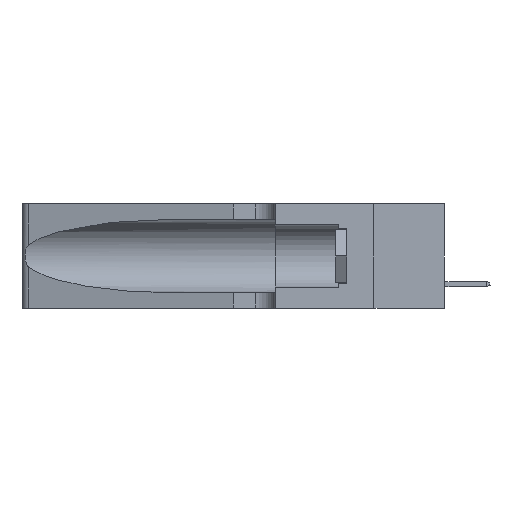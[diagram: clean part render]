
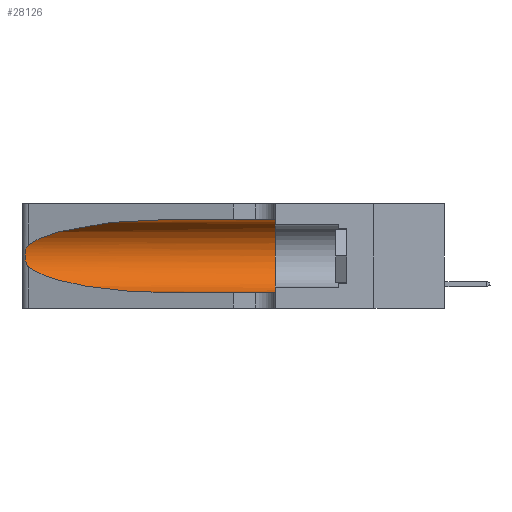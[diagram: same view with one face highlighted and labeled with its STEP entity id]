
A CAD part, left-side view. The second image highlights one B-rep face of the part: STEP entity #28126.
In plain terms, the highlighted cylindrical face has radius 3.308 mm (diameter 6.617 mm), a partial arc.
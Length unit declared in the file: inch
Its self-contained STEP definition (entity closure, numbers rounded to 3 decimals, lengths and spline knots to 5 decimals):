
#220 = CARTESIAN_POINT ( 'NONE',  ( 0.26017, 1.23833, 0.17102 ) ) ;
#480 = CARTESIAN_POINT ( 'NONE',  ( 0.18966, 0.96281, 0.31525 ) ) ;
#791 = CARTESIAN_POINT ( 'NONE',  ( 0.25789, 1.23486, 0.15765 ) ) ;
#1445 = VECTOR ( 'NONE', #7555, 39.37008 ) ;
#3910 = CARTESIAN_POINT ( 'NONE',  ( 0.26075, 1.23896, 0.19203 ) ) ;
#4489 = EDGE_CURVE ( 'NONE', #18784, #13217, #7033, .T. ) ;
#4720 = CARTESIAN_POINT ( 'NONE',  ( 0.25487, 1.22718, 0.22369 ) ) ;
#5981 = EDGE_CURVE ( 'NONE', #28546, #6822, #38111, .T. ) ;
#6822 = VERTEX_POINT ( 'NONE', #42215 ) ;
#7033 = LINE ( 'NONE', #29076, #1445 ) ;
#7555 = DIRECTION ( 'NONE',  ( 0., -1., 0. ) ) ;
#8763 = CARTESIAN_POINT ( 'NONE',  ( 0.1305, 1.61858, 0.05475 ) ) ;
#10364 = EDGE_CURVE ( 'NONE', #6822, #44550, #30759, .T. ) ;
#10942 = CARTESIAN_POINT ( 'NONE',  ( 0.1305, 0.72297, 0.31525 ) ) ;
#12920 = VERTEX_POINT ( 'NONE', #4720 ) ;
#13181 = DIRECTION ( 'NONE',  ( 0., 1., 0. ) ) ;
#13217 = VERTEX_POINT ( 'NONE', #30880 ) ;
#13785 = CARTESIAN_POINT ( 'NONE',  ( 0.1305, 1.61858, 0.185 ) ) ;
#14502 = CARTESIAN_POINT ( 'NONE',  ( 0.2373, 1.15595, 0.28018 ) ) ;
#17937 = CARTESIAN_POINT ( 'NONE',  ( 0.25856, 1.23593, 0.16098 ) ) ;
#18685 = CARTESIAN_POINT ( 'NONE',  ( 0.18966, 0.96281, 0.05475 ) ) ;
#18784 = VERTEX_POINT ( 'NONE', #25515 ) ;
#19134 = ORIENTED_EDGE ( 'NONE', *, *, #10364, .T. ) ;
#20368 = CARTESIAN_POINT ( 'NONE',  ( 0.1305, 0.35, 0.185 ) ) ;
#20406 = AXIS2_PLACEMENT_3D ( 'NONE', #20368, #13181, #31117 ) ;
#20819 = CARTESIAN_POINT ( 'NONE',  ( 0.25854, 1.2359, 0.20912 ) ) ;
#20954 =( BOUNDED_CURVE ( )  B_SPLINE_CURVE ( 3, ( #10942, #480, #14502, #25424 ),
 .UNSPECIFIED., .F., .F. ) 
 B_SPLINE_CURVE_WITH_KNOTS ( ( 4, 4 ),
 ( 1.5708, 2.84003 ),
 .UNSPECIFIED. ) 
 CURVE ( )  GEOMETRIC_REPRESENTATION_ITEM ( )  RATIONAL_B_SPLINE_CURVE ( ( 1., 0.87, 0.87, 1. ) ) 
 REPRESENTATION_ITEM ( '' )  );
#21754 = AXIS2_PLACEMENT_3D ( 'NONE', #13785, #45999, #31709 ) ;
#21953 = CARTESIAN_POINT ( 'NONE',  ( 0.25487, 1.22718, 0.14631 ) ) ;
#23749 = ORIENTED_EDGE ( 'NONE', *, *, #44908, .F. ) ;
#24361 = B_SPLINE_CURVE_WITH_KNOTS ( 'NONE', 3,
 ( #46001, #42843, #24826, #28307, #20819, #39618, #3910, #43405, #220, #17937, #791, #43121, #35751, #21953 ),
 .UNSPECIFIED., .F., .F.,
 ( 4, 2, 2, 2, 2, 2, 4 ),
 ( 0., 0.00027, 0.00053, 0.00107, 0.0016, 0.00187, 0.00214 ),
 .UNSPECIFIED. ) ;
#24826 = CARTESIAN_POINT ( 'NONE',  ( 0.25639, 1.23184, 0.21858 ) ) ;
#25424 = CARTESIAN_POINT ( 'NONE',  ( 0.25487, 1.22718, 0.22369 ) ) ;
#25515 = CARTESIAN_POINT ( 'NONE',  ( 0.1305, 0.72297, 0.31525 ) ) ;
#27075 = ORIENTED_EDGE ( 'NONE', *, *, #41671, .T. ) ;
#28126 = ADVANCED_FACE ( 'NONE', ( #31297 ), #28532, .F. ) ;
#28307 = CARTESIAN_POINT ( 'NONE',  ( 0.25787, 1.23484, 0.2124 ) ) ;
#28532 = CYLINDRICAL_SURFACE ( 'NONE', #21754, 0.13025 ) ;
#28533 = VECTOR ( 'NONE', #44691, 39.37008 ) ;
#28546 = VERTEX_POINT ( 'NONE', #40417 ) ;
#29070 = CARTESIAN_POINT ( 'NONE',  ( 0.1305, 0.35, 0.05475 ) ) ;
#29076 = CARTESIAN_POINT ( 'NONE',  ( 0.1305, 1.61858, 0.31525 ) ) ;
#30759 = LINE ( 'NONE', #8763, #28533 ) ;
#30880 = CARTESIAN_POINT ( 'NONE',  ( 0.1305, 0.35, 0.31525 ) ) ;
#31117 = DIRECTION ( 'NONE',  ( 0., 0., 1. ) ) ;
#31297 = FACE_OUTER_BOUND ( 'NONE', #34809, .T. ) ;
#31709 = DIRECTION ( 'NONE',  ( 0., 0., -1. ) ) ;
#33049 = ORIENTED_EDGE ( 'NONE', *, *, #5981, .T. ) ;
#34809 = EDGE_LOOP ( 'NONE', ( #36874, #27075, #33049, #19134, #23749, #38472 ) ) ;
#35751 = CARTESIAN_POINT ( 'NONE',  ( 0.25555, 1.22993, 0.14849 ) ) ;
#36486 = CARTESIAN_POINT ( 'NONE',  ( 0.25487, 1.22718, 0.14631 ) ) ;
#36874 = ORIENTED_EDGE ( 'NONE', *, *, #43186, .T. ) ;
#37452 = CARTESIAN_POINT ( 'NONE',  ( 0.1305, 0.72297, 0.05475 ) ) ;
#38111 =( BOUNDED_CURVE ( )  B_SPLINE_CURVE ( 3, ( #36486, #40109, #18685, #37452 ),
 .UNSPECIFIED., .F., .T. ) 
 B_SPLINE_CURVE_WITH_KNOTS ( ( 4, 4 ),
 ( 3.44316, 4.71239 ),
 .UNSPECIFIED. ) 
 CURVE ( )  GEOMETRIC_REPRESENTATION_ITEM ( )  RATIONAL_B_SPLINE_CURVE ( ( 1., 0.87, 0.87, 1. ) ) 
 REPRESENTATION_ITEM ( '' )  );
#38472 = ORIENTED_EDGE ( 'NONE', *, *, #4489, .F. ) ;
#39618 = CARTESIAN_POINT ( 'NONE',  ( 0.26018, 1.23835, 0.19895 ) ) ;
#40109 = CARTESIAN_POINT ( 'NONE',  ( 0.2373, 1.15595, 0.08982 ) ) ;
#40417 = CARTESIAN_POINT ( 'NONE',  ( 0.25487, 1.22718, 0.14631 ) ) ;
#41663 = CIRCLE ( 'NONE', #20406, 0.13025 ) ;
#41671 = EDGE_CURVE ( 'NONE', #12920, #28546, #24361, .T. ) ;
#42215 = CARTESIAN_POINT ( 'NONE',  ( 0.1305, 0.72297, 0.05475 ) ) ;
#42843 = CARTESIAN_POINT ( 'NONE',  ( 0.25555, 1.22994, 0.2215 ) ) ;
#43121 = CARTESIAN_POINT ( 'NONE',  ( 0.25639, 1.23186, 0.15144 ) ) ;
#43186 = EDGE_CURVE ( 'NONE', #18784, #12920, #20954, .T. ) ;
#43405 = CARTESIAN_POINT ( 'NONE',  ( 0.26075, 1.23896, 0.178 ) ) ;
#44550 = VERTEX_POINT ( 'NONE', #29070 ) ;
#44691 = DIRECTION ( 'NONE',  ( 0., -1., 0. ) ) ;
#44908 = EDGE_CURVE ( 'NONE', #13217, #44550, #41663, .T. ) ;
#45999 = DIRECTION ( 'NONE',  ( 0., -1., 0. ) ) ;
#46001 = CARTESIAN_POINT ( 'NONE',  ( 0.25487, 1.22718, 0.22369 ) ) ;
